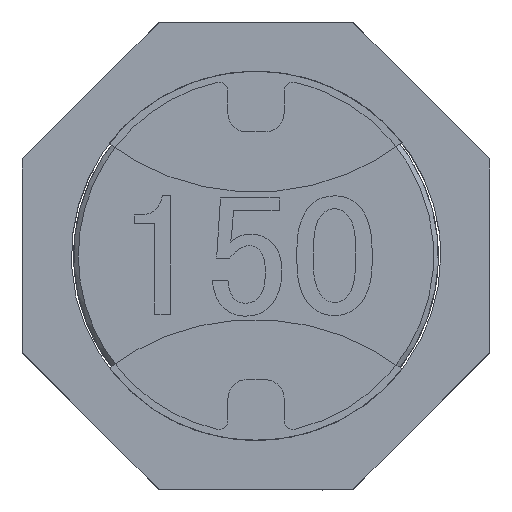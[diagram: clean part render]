
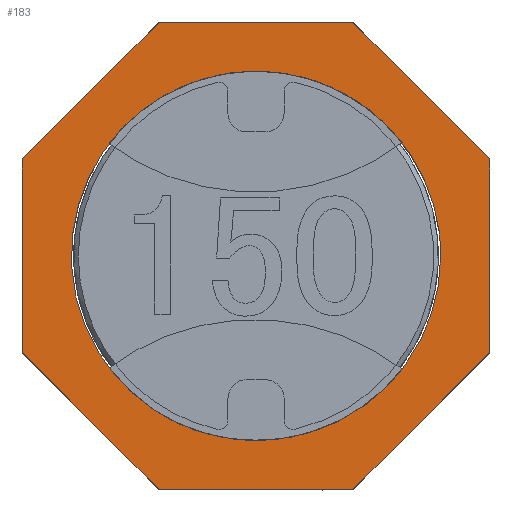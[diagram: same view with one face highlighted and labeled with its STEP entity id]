
A CAD part, top view. The second image highlights one B-rep face of the part: STEP entity #183.
In plain terms, the highlighted free-form (B-spline) face has degree [1, 1] with [2, 2] control points.
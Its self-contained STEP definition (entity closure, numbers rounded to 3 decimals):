
#106=CARTESIAN_POINT('',(-5.5,-5.5,0.));
#107=CARTESIAN_POINT('',(-5.5,5.5,0.));
#108=CARTESIAN_POINT('',(5.5,-5.5,0.));
#109=CARTESIAN_POINT('',(5.5,5.5,0.));
#110=B_SPLINE_SURFACE_WITH_KNOTS('',1,1,((#106,#107),(#108,#109)),.PLANE_SURF.,.F.,.F.,.U.,(2,2),(2,2),(0.,1.),(0.,1.),.UNSPECIFIED.);
#111=CARTESIAN_POINT('',(5.,2.071,0.));
#112=VERTEX_POINT('',#111);
#113=CARTESIAN_POINT('',(2.071,5.,0.));
#114=VERTEX_POINT('',#113);
#115=CARTESIAN_POINT('',(5.,2.071,0.));
#116=CARTESIAN_POINT('',(2.071,5.,0.));
#117=B_SPLINE_CURVE_WITH_KNOTS('',1,(#115,#116),.POLYLINE_FORM.,.F.,.U.,(2,2),(0.,1.),.UNSPECIFIED.);
#118=EDGE_CURVE('',#112,#114,#117,.T.);
#119=ORIENTED_EDGE('',*,*,#118,.T.);
#120=CARTESIAN_POINT('',(-2.071,5.,0.));
#121=VERTEX_POINT('',#120);
#122=CARTESIAN_POINT('',(2.071,5.,0.));
#123=CARTESIAN_POINT('',(-2.071,5.,0.));
#124=B_SPLINE_CURVE_WITH_KNOTS('',1,(#122,#123),.POLYLINE_FORM.,.F.,.U.,(2,2),(0.,1.),.UNSPECIFIED.);
#125=EDGE_CURVE('',#114,#121,#124,.T.);
#126=ORIENTED_EDGE('',*,*,#125,.T.);
#127=CARTESIAN_POINT('',(-5.,2.071,0.));
#128=VERTEX_POINT('',#127);
#129=CARTESIAN_POINT('',(-2.071,5.,0.));
#130=CARTESIAN_POINT('',(-5.,2.071,0.));
#131=B_SPLINE_CURVE_WITH_KNOTS('',1,(#129,#130),.POLYLINE_FORM.,.F.,.U.,(2,2),(0.,1.),.UNSPECIFIED.);
#132=EDGE_CURVE('',#121,#128,#131,.T.);
#133=ORIENTED_EDGE('',*,*,#132,.T.);
#134=CARTESIAN_POINT('',(-5.,-2.071,0.));
#135=VERTEX_POINT('',#134);
#136=CARTESIAN_POINT('',(-5.,2.071,0.));
#137=CARTESIAN_POINT('',(-5.,-2.071,0.));
#138=B_SPLINE_CURVE_WITH_KNOTS('',1,(#136,#137),.POLYLINE_FORM.,.F.,.U.,(2,2),(0.,1.),.UNSPECIFIED.);
#139=EDGE_CURVE('',#128,#135,#138,.T.);
#140=ORIENTED_EDGE('',*,*,#139,.T.);
#141=CARTESIAN_POINT('',(-2.071,-5.,0.));
#142=VERTEX_POINT('',#141);
#143=CARTESIAN_POINT('',(-5.,-2.071,0.));
#144=CARTESIAN_POINT('',(-2.071,-5.,0.));
#145=B_SPLINE_CURVE_WITH_KNOTS('',1,(#143,#144),.POLYLINE_FORM.,.F.,.U.,(2,2),(0.,1.),.UNSPECIFIED.);
#146=EDGE_CURVE('',#135,#142,#145,.T.);
#147=ORIENTED_EDGE('',*,*,#146,.T.);
#148=CARTESIAN_POINT('',(2.071,-5.,0.));
#149=VERTEX_POINT('',#148);
#150=CARTESIAN_POINT('',(-2.071,-5.,0.));
#151=CARTESIAN_POINT('',(2.071,-5.,0.));
#152=B_SPLINE_CURVE_WITH_KNOTS('',1,(#150,#151),.POLYLINE_FORM.,.F.,.U.,(2,2),(0.,1.),.UNSPECIFIED.);
#153=EDGE_CURVE('',#142,#149,#152,.T.);
#154=ORIENTED_EDGE('',*,*,#153,.T.);
#155=CARTESIAN_POINT('',(5.,-2.071,0.));
#156=VERTEX_POINT('',#155);
#157=CARTESIAN_POINT('',(2.071,-5.,0.));
#158=CARTESIAN_POINT('',(5.,-2.071,0.));
#159=B_SPLINE_CURVE_WITH_KNOTS('',1,(#157,#158),.POLYLINE_FORM.,.F.,.U.,(2,2),(0.,1.),.UNSPECIFIED.);
#160=EDGE_CURVE('',#149,#156,#159,.T.);
#161=ORIENTED_EDGE('',*,*,#160,.T.);
#162=CARTESIAN_POINT('',(5.,-2.071,0.));
#163=CARTESIAN_POINT('',(5.,2.071,0.));
#164=B_SPLINE_CURVE_WITH_KNOTS('',1,(#162,#163),.POLYLINE_FORM.,.F.,.U.,(2,2),(0.,1.),.UNSPECIFIED.);
#165=EDGE_CURVE('',#156,#112,#164,.T.);
#166=ORIENTED_EDGE('',*,*,#165,.T.);
#167=EDGE_LOOP('',(#119,#126,#133,#140,#147,#154,#161,#166));
#168=FACE_OUTER_BOUND('',#167,.T.);
#169=CARTESIAN_POINT('',(3.95,0.,0.));
#170=VERTEX_POINT('',#169);
#171=CARTESIAN_POINT('',(3.95,0.,0.));
#172=CARTESIAN_POINT('',(3.95,-6.842,0.));
#173=CARTESIAN_POINT('',(-1.975,-3.421,0.));
#174=CARTESIAN_POINT('',(-7.9,0.,0.));
#175=CARTESIAN_POINT('',(-1.975,3.421,0.));
#176=CARTESIAN_POINT('',(3.95,6.842,0.));
#177=CARTESIAN_POINT('',(3.95,0.,0.));
#178=(BOUNDED_CURVE()B_SPLINE_CURVE(2,(#171,#172,#173,#174,#175,#176,#177),.CIRCULAR_ARC.,.T.,.U.)B_SPLINE_CURVE_WITH_KNOTS((3,2,2,3),(0.,0.333,0.667,1.),.UNSPECIFIED.)CURVE()GEOMETRIC_REPRESENTATION_ITEM()RATIONAL_B_SPLINE_CURVE((1.,0.5,1.,0.5,1.,0.5,1.))REPRESENTATION_ITEM(''));
#179=EDGE_CURVE('',#170,#170,#178,.T.);
#180=ORIENTED_EDGE('',*,*,#179,.T.);
#181=EDGE_LOOP('',(#180));
#182=FACE_BOUND('',#181,.T.);
#183=ADVANCED_FACE('',(#168,#182),#110,.T.);
